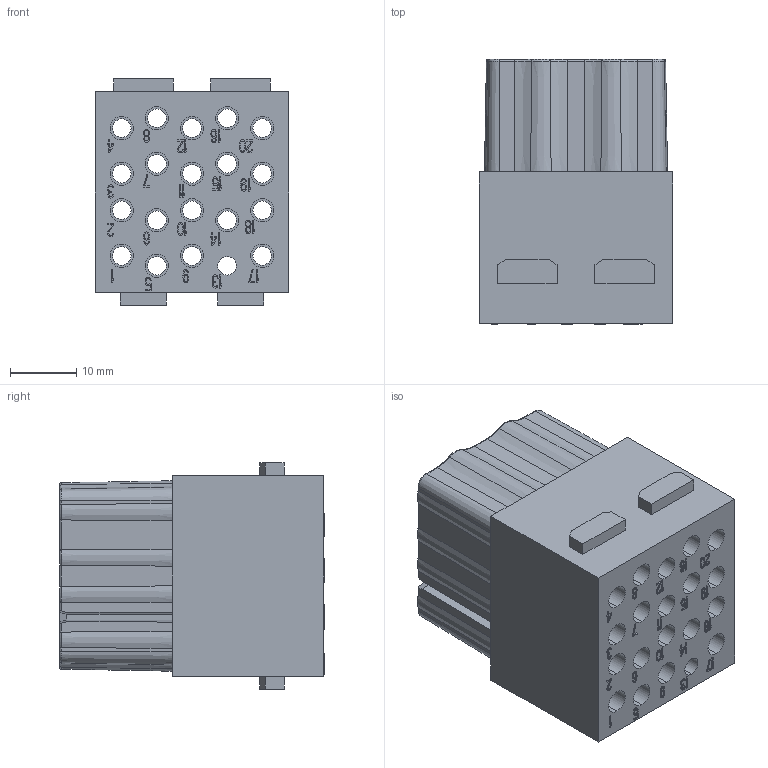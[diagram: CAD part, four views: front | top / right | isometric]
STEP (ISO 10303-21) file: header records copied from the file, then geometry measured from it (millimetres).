
FILE_DESCRIPTION((''),'2;1');
FILE_NAME('HMEE-020-FC','2017-06-13T',('tl.yang'),(''),'PRO/ENGINEER BY PARAMETRIC TECHNOLOGY CORPORATION, 2011500','PRO/ENGINEER BY PARAMETRIC TECHNOLOGY CORPORATION, 2011500','');
FILE_SCHEMA(('CONFIG_CONTROL_DESIGN'));
Length unit declared in the file: millimetre
Products named in the file (1): HMEE-020-FC
Bounding box: 29.2 x 40 x 34.2 mm (x, y, z)
Volume: 22430.1 mm3; surface area: 17113.9 mm2
Topology: 1 solids, 1 shells, 1482 faces, 4024 edges, 2668 vertices
Faces by surface type: plane 1248, cylinder 186, torus 24, cone 24
Entity records: 46254 total; most frequent: CARTESIAN_POINT 8334, ORIENTED_EDGE 8048, DIRECTION 7384, EDGE_CURVE 4024, VECTOR 3556, LINE 3556, VERTEX_POINT 2668, AXIS2_PLACEMENT_3D 1914
